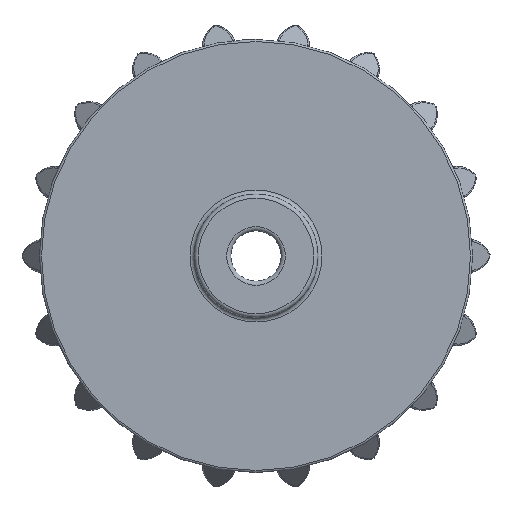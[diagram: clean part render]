
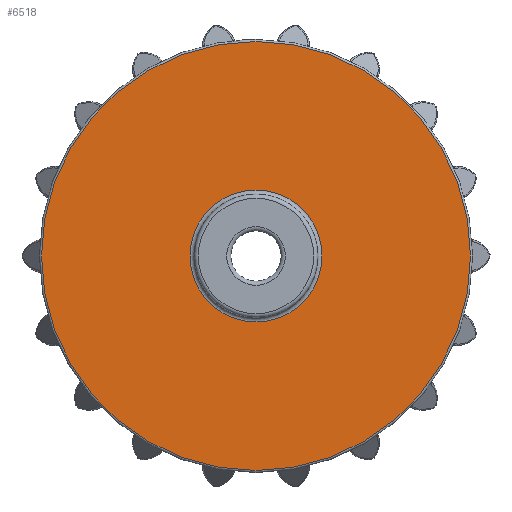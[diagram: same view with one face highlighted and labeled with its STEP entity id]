
A CAD part, left-side view. The second image highlights one B-rep face of the part: STEP entity #6518.
In plain terms, the highlighted planar face has unit normal (-1, 0, 0).
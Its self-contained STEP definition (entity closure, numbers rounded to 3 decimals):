
#398=PLANE('',#6991);
#458=FACE_BOUND('',#1750,.T.);
#1316=FACE_OUTER_BOUND('',#1749,.T.);
#1749=EDGE_LOOP('',(#4365));
#1750=EDGE_LOOP('',(#4366));
#2201=CIRCLE('',#6986,16.);
#2205=CIRCLE('',#6992,52.021);
#2560=VERTEX_POINT('',#8766);
#2565=VERTEX_POINT('',#8813);
#3242=EDGE_CURVE('',#2560,#2560,#2201,.T.);
#3249=EDGE_CURVE('',#2565,#2565,#2205,.T.);
#4365=ORIENTED_EDGE('',*,*,#3249,.F.);
#4366=ORIENTED_EDGE('',*,*,#3242,.F.);
#6518=ADVANCED_FACE('',(#1316,#458),#398,.T.);
#6986=AXIS2_PLACEMENT_3D('',#8768,#7549,#7550);
#6991=AXIS2_PLACEMENT_3D('',#8812,#7560,#7561);
#6992=AXIS2_PLACEMENT_3D('',#8814,#7562,#7563);
#7549=DIRECTION('center_axis',(-1.,0.,0.));
#7550=DIRECTION('ref_axis',(0.,-1.,0.));
#7560=DIRECTION('center_axis',(-1.,0.,0.));
#7561=DIRECTION('ref_axis',(0.,0.174,0.985));
#7562=DIRECTION('center_axis',(1.,0.,0.));
#7563=DIRECTION('ref_axis',(0.,0.174,0.985));
#8766=CARTESIAN_POINT('',(-44.5,0.,101.9));
#8768=CARTESIAN_POINT('Origin',(-44.5,0.,85.9));
#8812=CARTESIAN_POINT('Origin',(-44.5,-9.302,33.143));
#8813=CARTESIAN_POINT('',(-44.5,0.,137.921));
#8814=CARTESIAN_POINT('Origin',(-44.5,0.,85.9));
